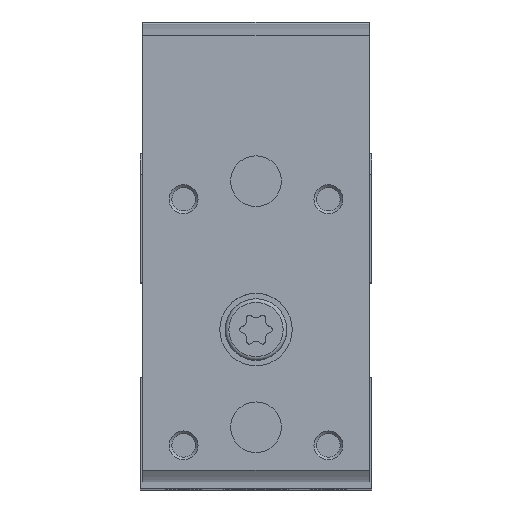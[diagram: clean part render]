
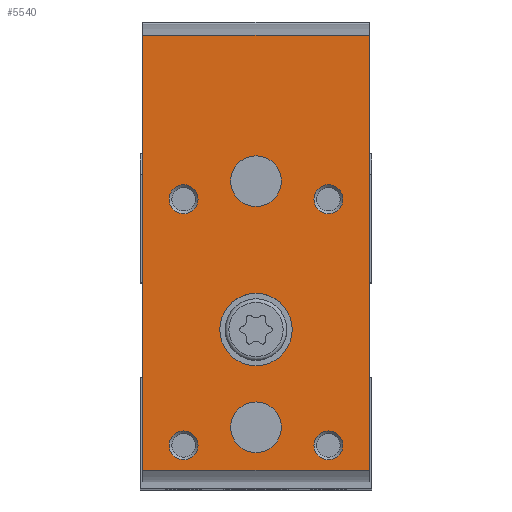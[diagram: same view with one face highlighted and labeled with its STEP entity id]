
A CAD part, top view. The second image highlights one B-rep face of the part: STEP entity #5540.
In plain terms, the highlighted planar face has unit normal (0, 0, 1).
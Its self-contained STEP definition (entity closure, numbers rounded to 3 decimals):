
#201=PLANE('',#7227);
#435=CIRCLE('',#7228,5.);
#436=CIRCLE('',#7229,3.5);
#437=CIRCLE('',#7230,3.5);
#438=CIRCLE('',#7231,2.);
#439=CIRCLE('',#7232,2.);
#440=CIRCLE('',#7233,2.);
#441=CIRCLE('',#7234,2.);
#1491=ORIENTED_EDGE('',*,*,#2543,.T.);
#1492=ORIENTED_EDGE('',*,*,#2544,.T.);
#1493=ORIENTED_EDGE('',*,*,#2545,.T.);
#1494=ORIENTED_EDGE('',*,*,#2546,.F.);
#1495=ORIENTED_EDGE('',*,*,#2547,.F.);
#1496=ORIENTED_EDGE('',*,*,#2548,.F.);
#1497=ORIENTED_EDGE('',*,*,#2549,.F.);
#1498=ORIENTED_EDGE('',*,*,#2550,.T.);
#1499=ORIENTED_EDGE('',*,*,#2551,.F.);
#1500=ORIENTED_EDGE('',*,*,#2552,.F.);
#1501=ORIENTED_EDGE('',*,*,#2553,.T.);
#2543=EDGE_CURVE('',#3167,#3167,#435,.T.);
#2544=EDGE_CURVE('',#3168,#3168,#436,.T.);
#2545=EDGE_CURVE('',#3169,#3169,#437,.T.);
#2546=EDGE_CURVE('',#3170,#3170,#438,.T.);
#2547=EDGE_CURVE('',#3171,#3171,#439,.T.);
#2548=EDGE_CURVE('',#3172,#3172,#440,.T.);
#2549=EDGE_CURVE('',#3173,#3173,#441,.T.);
#2550=EDGE_CURVE('',#3174,#3175,#3641,.T.);
#2551=EDGE_CURVE('',#3176,#3175,#3642,.T.);
#2552=EDGE_CURVE('',#3177,#3176,#3643,.T.);
#2553=EDGE_CURVE('',#3177,#3174,#3644,.T.);
#3167=VERTEX_POINT('',#10391);
#3168=VERTEX_POINT('',#10393);
#3169=VERTEX_POINT('',#10395);
#3170=VERTEX_POINT('',#10397);
#3171=VERTEX_POINT('',#10399);
#3172=VERTEX_POINT('',#10401);
#3173=VERTEX_POINT('',#10403);
#3174=VERTEX_POINT('',#10405);
#3175=VERTEX_POINT('',#10406);
#3176=VERTEX_POINT('',#10408);
#3177=VERTEX_POINT('',#10410);
#3641=LINE('',#10404,#4038);
#3642=LINE('',#10407,#4039);
#3643=LINE('',#10409,#4040);
#3644=LINE('',#10411,#4041);
#4038=VECTOR('',#8624,1000.);
#4039=VECTOR('',#8625,1000.);
#4040=VECTOR('',#8626,1000.);
#4041=VECTOR('',#8627,1000.);
#4436=EDGE_LOOP('',(#1491));
#4437=EDGE_LOOP('',(#1492));
#4438=EDGE_LOOP('',(#1493));
#4439=EDGE_LOOP('',(#1494));
#4440=EDGE_LOOP('',(#1495));
#4441=EDGE_LOOP('',(#1496));
#4442=EDGE_LOOP('',(#1497));
#4443=EDGE_LOOP('',(#1498,#1499,#1500,#1501));
#4968=FACE_BOUND('',#4436,.T.);
#4969=FACE_BOUND('',#4437,.T.);
#4970=FACE_BOUND('',#4438,.T.);
#4971=FACE_BOUND('',#4439,.T.);
#4972=FACE_BOUND('',#4440,.T.);
#4973=FACE_BOUND('',#4441,.T.);
#4974=FACE_BOUND('',#4442,.T.);
#4975=FACE_BOUND('',#4443,.T.);
#5540=ADVANCED_FACE('',(#4968,#4969,#4970,#4971,#4972,#4973,#4974,#4975),
#201,.F.);
#7227=AXIS2_PLACEMENT_3D('',#10389,#8608,#8609);
#7228=AXIS2_PLACEMENT_3D('',#10390,#8610,#8611);
#7229=AXIS2_PLACEMENT_3D('',#10392,#8612,#8613);
#7230=AXIS2_PLACEMENT_3D('',#10394,#8614,#8615);
#7231=AXIS2_PLACEMENT_3D('',#10396,#8616,#8617);
#7232=AXIS2_PLACEMENT_3D('',#10398,#8618,#8619);
#7233=AXIS2_PLACEMENT_3D('',#10400,#8620,#8621);
#7234=AXIS2_PLACEMENT_3D('',#10402,#8622,#8623);
#8608=DIRECTION('',(0.,0.,-1.));
#8609=DIRECTION('',(-1.,0.,0.));
#8610=DIRECTION('',(0.,0.,-1.));
#8611=DIRECTION('',(-1.,0.,0.));
#8612=DIRECTION('',(0.,0.,-1.));
#8613=DIRECTION('',(-1.,0.,0.));
#8614=DIRECTION('',(0.,0.,-1.));
#8615=DIRECTION('',(-1.,0.,0.));
#8616=DIRECTION('',(0.,0.,1.));
#8617=DIRECTION('',(1.,0.,0.));
#8618=DIRECTION('',(0.,0.,1.));
#8619=DIRECTION('',(1.,0.,0.));
#8620=DIRECTION('',(0.,0.,1.));
#8621=DIRECTION('',(1.,0.,0.));
#8622=DIRECTION('',(0.,0.,1.));
#8623=DIRECTION('',(1.,0.,0.));
#8624=DIRECTION('',(0.,-1.,0.));
#8625=DIRECTION('',(-1.,0.,0.));
#8626=DIRECTION('',(0.,-1.,0.));
#8627=DIRECTION('',(-1.,0.,0.));
#10389=CARTESIAN_POINT('',(15.65,63.5,0.));
#10390=CARTESIAN_POINT('',(0.,21.,0.));
#10391=CARTESIAN_POINT('',(-5.,21.,0.));
#10392=CARTESIAN_POINT('',(0.,7.5,0.));
#10393=CARTESIAN_POINT('',(-3.5,7.5,0.));
#10394=CARTESIAN_POINT('',(0.,41.5,0.));
#10395=CARTESIAN_POINT('',(-3.5,41.5,0.));
#10396=CARTESIAN_POINT('',(-10.,39.,0.));
#10397=CARTESIAN_POINT('',(-8.,39.,0.));
#10398=CARTESIAN_POINT('',(10.,39.,0.));
#10399=CARTESIAN_POINT('',(12.,39.,0.));
#10400=CARTESIAN_POINT('',(-10.,5.,0.));
#10401=CARTESIAN_POINT('',(-8.,5.,0.));
#10402=CARTESIAN_POINT('',(10.,5.,0.));
#10403=CARTESIAN_POINT('',(12.,5.,0.));
#10404=CARTESIAN_POINT('',(-15.65,63.5,0.));
#10405=CARTESIAN_POINT('',(-15.65,61.656,0.));
#10406=CARTESIAN_POINT('',(-15.65,1.544,0.));
#10407=CARTESIAN_POINT('',(15.65,1.544,0.));
#10408=CARTESIAN_POINT('',(15.65,1.544,0.));
#10409=CARTESIAN_POINT('',(15.65,63.5,0.));
#10410=CARTESIAN_POINT('',(15.65,61.656,0.));
#10411=CARTESIAN_POINT('',(15.65,61.656,0.));
